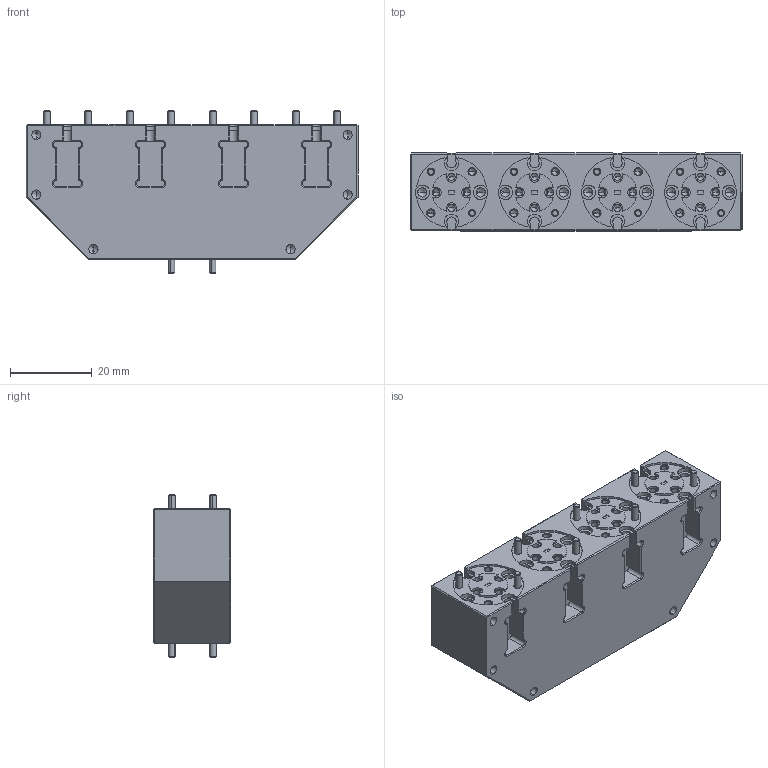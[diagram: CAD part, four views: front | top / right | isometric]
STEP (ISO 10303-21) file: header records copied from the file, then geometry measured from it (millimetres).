
FILE_DESCRIPTION (( 'STEP AP203' ), '1' );
FILE_NAME ('SWP-11417404-06-E1.STEP', '2024-01-13T01:14:04', ( '' ), ( '' ), 'SwSTEP 2.0', 'SolidWorks 2021', '' );
FILE_SCHEMA (( 'CONFIG_CONTROL_DESIGN' ));
Length unit declared in the file: inch
Products named in the file (1): SWP-11417404-06-E1
Bounding box: 81.28 x 19.05 x 39.75 mm (x, y, z)
Volume: 42474.7 mm3; surface area: 15165.4 mm2
Topology: 43 solids, 43 shells, 1733 faces, 3786 edges, 2182 vertices
Faces by surface type: plane 616, cone 592, cylinder 525
Entity records: 46717 total; most frequent: CARTESIAN_POINT 8918, DIRECTION 8408, ORIENTED_EDGE 7316, EDGE_CURVE 3658, AXIS2_PLACEMENT_3D 3272, VERTEX_POINT 2182, EDGE_LOOP 1904, LINE 1864
